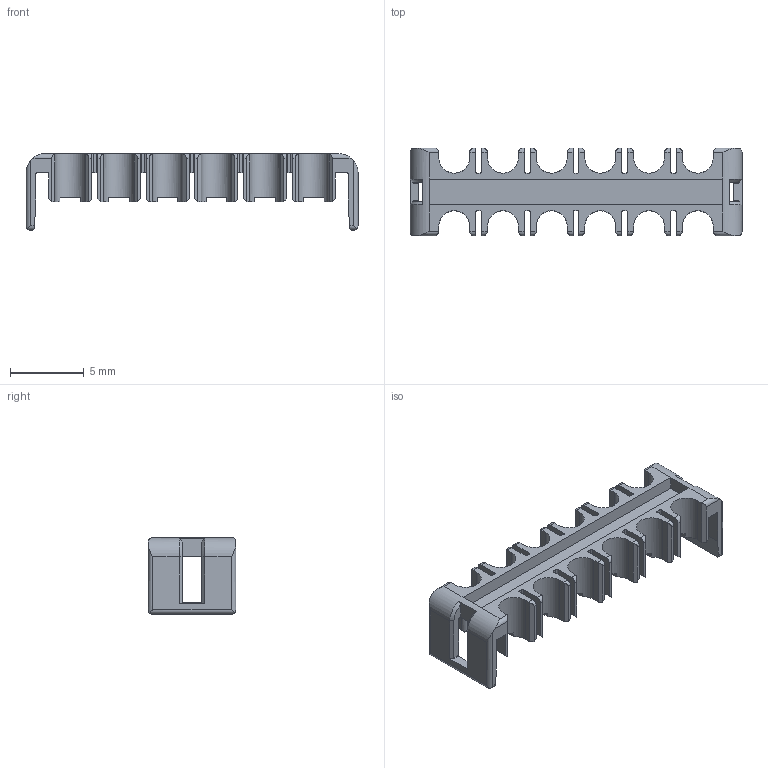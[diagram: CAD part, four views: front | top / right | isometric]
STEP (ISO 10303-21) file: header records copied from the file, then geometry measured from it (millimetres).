
FILE_DESCRIPTION(('Creo Elements/Direct Modeling STEP Export'),'2;1');
FILE_NAME('DF33C-12RDS-3.3.stp','2016-05-27T17:58:24',(''),(''),'Creo Elements/Direct Modeling STEP processor for AP214 (Solid Model)','Creo Elements/Direct Modeling 18.1E 22-Nov-2013 (C) Parametric Technology GmbH','');
FILE_SCHEMA(('AUTOMOTIVE_DESIGN { 1 0 10303 214 1 1 1 1 }'));
Length unit declared in the file: millimetre
Products named in the file (1): DF33C-12RDS-3.3
Bounding box: 22.5 x 5.95 x 5.2 mm (x, y, z)
Volume: 159.9 mm3; surface area: 710.9 mm2
Topology: 1 solids, 1 shells, 362 faces, 1037 edges, 673 vertices
Faces by surface type: plane 234, cylinder 124, cone 4
Entity records: 12232 total; most frequent: CARTESIAN_POINT 2710, ORIENTED_EDGE 2074, DIRECTION 1918, EDGE_CURVE 1037, VECTOR 700, LINE 700, VERTEX_POINT 673, AXIS2_PLACEMENT_3D 609
